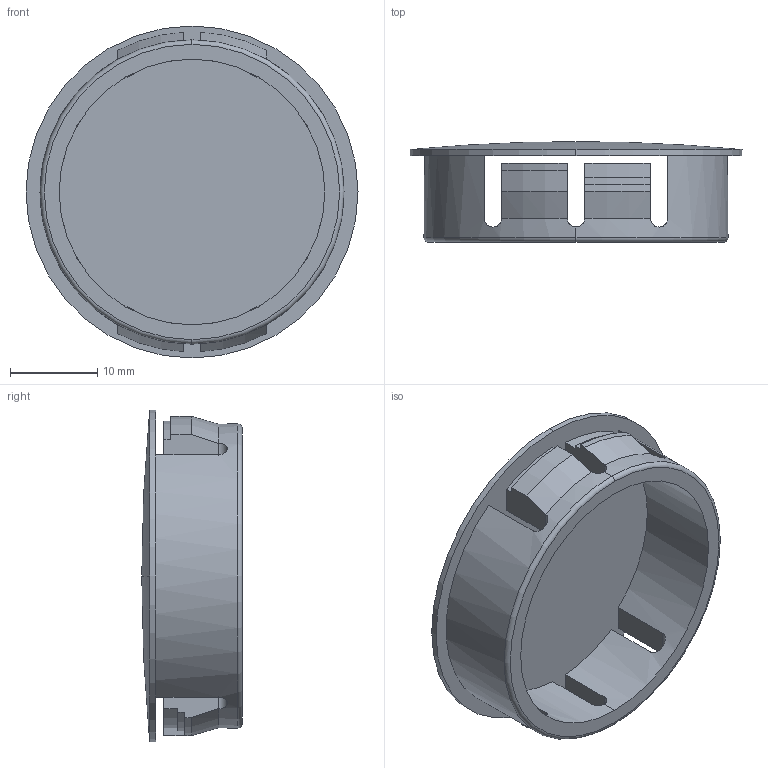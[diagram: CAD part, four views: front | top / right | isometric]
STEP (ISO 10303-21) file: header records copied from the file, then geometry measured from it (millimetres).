
FILE_DESCRIPTION (( 'STEP AP203' ), '1' );
FILE_NAME ('sone3D.STEP', '2013-10-08T09:13:03', ( '' ), ( '' ), 'SwSTEP 2.0', 'SolidWorks 2012', '' );
FILE_SCHEMA (( 'CONFIG_CONTROL_DESIGN' ));
Length unit declared in the file: millimetre
Products named in the file (1): sone3D
Bounding box: 38 x 11.5 x 38 mm (x, y, z)
Volume: 3323.9 mm3; surface area: 4560.4 mm2
Topology: 1 solids, 1 shells, 52 faces, 144 edges, 93 vertices
Faces by surface type: plane 23, cylinder 21, cone 4, torus 2, sphere 2
Entity records: 1941 total; most frequent: CARTESIAN_POINT 532, ORIENTED_EDGE 288, DIRECTION 272, EDGE_CURVE 144, AXIS2_PLACEMENT_3D 99, VERTEX_POINT 93, LINE 74, VECTOR 74
